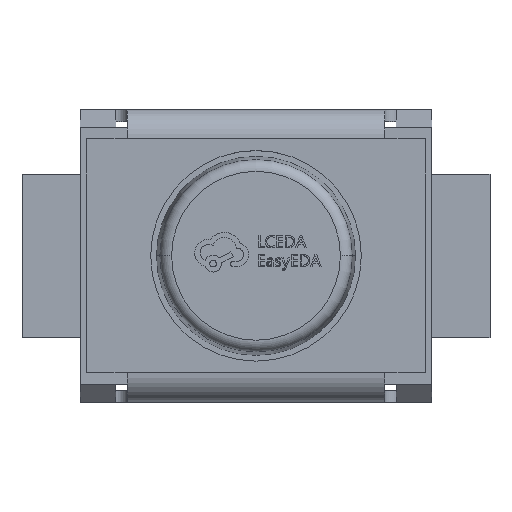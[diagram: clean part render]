
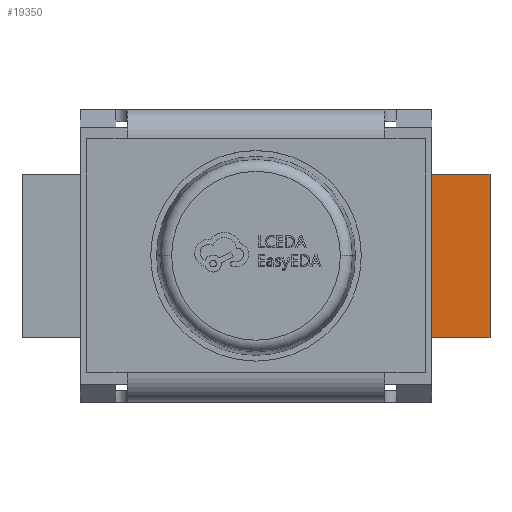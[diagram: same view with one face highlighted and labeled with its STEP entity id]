
A CAD part, top view. The second image highlights one B-rep face of the part: STEP entity #19350.
In plain terms, the highlighted planar face has unit normal (0, 0, 1).
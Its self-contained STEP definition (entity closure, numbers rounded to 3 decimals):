
#16611 = PLANE('',#16612);
#16612 = AXIS2_PLACEMENT_3D('',#16613,#16614,#16615);
#16613 = CARTESIAN_POINT('',(1.5,-1.25,1.11));
#16614 = DIRECTION('',(-1.,0.,0.));
#16615 = DIRECTION('',(0.,0.,1.));
#16639 = PLANE('',#16640);
#16640 = AXIS2_PLACEMENT_3D('',#16641,#16642,#16643);
#16641 = CARTESIAN_POINT('',(1.51,0.7,0.15));
#16642 = DIRECTION('',(0.,1.,0.));
#16643 = DIRECTION('',(0.,-0.,1.));
#16695 = PLANE('',#16696);
#16696 = AXIS2_PLACEMENT_3D('',#16697,#16698,#16699);
#16697 = CARTESIAN_POINT('',(1.51,-0.7,0.15));
#16698 = DIRECTION('',(0.,-1.,0.));
#16699 = DIRECTION('',(0.,0.,-1.));
#18164 = EDGE_CURVE('',#18165,#18167,#18169,.T.);
#18165 = VERTEX_POINT('',#18166);
#18166 = CARTESIAN_POINT('',(1.5,0.7,0.15));
#18167 = VERTEX_POINT('',#18168);
#18168 = CARTESIAN_POINT('',(1.5,-0.7,0.15));
#18169 = SURFACE_CURVE('',#18170,(#18174,#18181),.PCURVE_S1.);
#18170 = LINE('',#18171,#18172);
#18171 = CARTESIAN_POINT('',(1.5,-1.25,0.15));
#18172 = VECTOR('',#18173,1.);
#18173 = DIRECTION('',(0.,-1.,0.));
#18174 = PCURVE('',#16611,#18175);
#18175 = DEFINITIONAL_REPRESENTATION('',(#18176),#18180);
#18176 = LINE('',#18177,#18178);
#18177 = CARTESIAN_POINT('',(-0.96,0.));
#18178 = VECTOR('',#18179,1.);
#18179 = DIRECTION('',(0.,-1.));
#18180 = ( GEOMETRIC_REPRESENTATION_CONTEXT(2) 
PARAMETRIC_REPRESENTATION_CONTEXT() REPRESENTATION_CONTEXT('2D SPACE',''
  ) );
#18181 = PCURVE('',#18182,#18187);
#18182 = PLANE('',#18183);
#18183 = AXIS2_PLACEMENT_3D('',#18184,#18185,#18186);
#18184 = CARTESIAN_POINT('',(0.,0.,0.15));
#18185 = DIRECTION('',(0.,0.,-1.));
#18186 = DIRECTION('',(-1.,0.,0.));
#18187 = DEFINITIONAL_REPRESENTATION('',(#18188),#18192);
#18188 = LINE('',#18189,#18190);
#18189 = CARTESIAN_POINT('',(-1.5,-1.25));
#18190 = VECTOR('',#18191,1.);
#18191 = DIRECTION('',(0.,-1.));
#18192 = ( GEOMETRIC_REPRESENTATION_CONTEXT(2) 
PARAMETRIC_REPRESENTATION_CONTEXT() REPRESENTATION_CONTEXT('2D SPACE',''
  ) );
#19350 = ADVANCED_FACE('',(#19351),#18182,.F.);
#19351 = FACE_BOUND('',#19352,.T.);
#19352 = EDGE_LOOP('',(#19353,#19376,#19377,#19400));
#19353 = ORIENTED_EDGE('',*,*,#19354,.F.);
#19354 = EDGE_CURVE('',#18165,#19355,#19357,.T.);
#19355 = VERTEX_POINT('',#19356);
#19356 = CARTESIAN_POINT('',(2.,0.7,0.15));
#19357 = SURFACE_CURVE('',#19358,(#19362,#19369),.PCURVE_S1.);
#19358 = LINE('',#19359,#19360);
#19359 = CARTESIAN_POINT('',(1.51,0.7,0.15));
#19360 = VECTOR('',#19361,1.);
#19361 = DIRECTION('',(1.,0.,0.));
#19362 = PCURVE('',#18182,#19363);
#19363 = DEFINITIONAL_REPRESENTATION('',(#19364),#19368);
#19364 = LINE('',#19365,#19366);
#19365 = CARTESIAN_POINT('',(-1.51,0.7));
#19366 = VECTOR('',#19367,1.);
#19367 = DIRECTION('',(-1.,0.));
#19368 = ( GEOMETRIC_REPRESENTATION_CONTEXT(2) 
PARAMETRIC_REPRESENTATION_CONTEXT() REPRESENTATION_CONTEXT('2D SPACE',''
  ) );
#19369 = PCURVE('',#16639,#19370);
#19370 = DEFINITIONAL_REPRESENTATION('',(#19371),#19375);
#19371 = LINE('',#19372,#19373);
#19372 = CARTESIAN_POINT('',(0.,0.));
#19373 = VECTOR('',#19374,1.);
#19374 = DIRECTION('',(0.,1.));
#19375 = ( GEOMETRIC_REPRESENTATION_CONTEXT(2) 
PARAMETRIC_REPRESENTATION_CONTEXT() REPRESENTATION_CONTEXT('2D SPACE',''
  ) );
#19376 = ORIENTED_EDGE('',*,*,#18164,.T.);
#19377 = ORIENTED_EDGE('',*,*,#19378,.F.);
#19378 = EDGE_CURVE('',#19379,#18167,#19381,.T.);
#19379 = VERTEX_POINT('',#19380);
#19380 = CARTESIAN_POINT('',(2.,-0.7,0.15));
#19381 = SURFACE_CURVE('',#19382,(#19386,#19393),.PCURVE_S1.);
#19382 = LINE('',#19383,#19384);
#19383 = CARTESIAN_POINT('',(1.51,-0.7,0.15));
#19384 = VECTOR('',#19385,1.);
#19385 = DIRECTION('',(-1.,0.,0.));
#19386 = PCURVE('',#18182,#19387);
#19387 = DEFINITIONAL_REPRESENTATION('',(#19388),#19392);
#19388 = LINE('',#19389,#19390);
#19389 = CARTESIAN_POINT('',(-1.51,-0.7));
#19390 = VECTOR('',#19391,1.);
#19391 = DIRECTION('',(1.,0.));
#19392 = ( GEOMETRIC_REPRESENTATION_CONTEXT(2) 
PARAMETRIC_REPRESENTATION_CONTEXT() REPRESENTATION_CONTEXT('2D SPACE',''
  ) );
#19393 = PCURVE('',#16695,#19394);
#19394 = DEFINITIONAL_REPRESENTATION('',(#19395),#19399);
#19395 = LINE('',#19396,#19397);
#19396 = CARTESIAN_POINT('',(0.,0.));
#19397 = VECTOR('',#19398,1.);
#19398 = DIRECTION('',(0.,-1.));
#19399 = ( GEOMETRIC_REPRESENTATION_CONTEXT(2) 
PARAMETRIC_REPRESENTATION_CONTEXT() REPRESENTATION_CONTEXT('2D SPACE',''
  ) );
#19400 = ORIENTED_EDGE('',*,*,#19401,.F.);
#19401 = EDGE_CURVE('',#19355,#19379,#19402,.T.);
#19402 = SURFACE_CURVE('',#19403,(#19407,#19414),.PCURVE_S1.);
#19403 = LINE('',#19404,#19405);
#19404 = CARTESIAN_POINT('',(2.,-0.7,0.15));
#19405 = VECTOR('',#19406,1.);
#19406 = DIRECTION('',(-0.,-1.,-0.));
#19407 = PCURVE('',#18182,#19408);
#19408 = DEFINITIONAL_REPRESENTATION('',(#19409),#19413);
#19409 = LINE('',#19410,#19411);
#19410 = CARTESIAN_POINT('',(-2.,-0.7));
#19411 = VECTOR('',#19412,1.);
#19412 = DIRECTION('',(0.,-1.));
#19413 = ( GEOMETRIC_REPRESENTATION_CONTEXT(2) 
PARAMETRIC_REPRESENTATION_CONTEXT() REPRESENTATION_CONTEXT('2D SPACE',''
  ) );
#19414 = PCURVE('',#19415,#19420);
#19415 = PLANE('',#19416);
#19416 = AXIS2_PLACEMENT_3D('',#19417,#19418,#19419);
#19417 = CARTESIAN_POINT('',(2.,0.,0.01));
#19418 = DIRECTION('',(-1.,0.,0.));
#19419 = DIRECTION('',(0.,0.,1.));
#19420 = DEFINITIONAL_REPRESENTATION('',(#19421),#19425);
#19421 = LINE('',#19422,#19423);
#19422 = CARTESIAN_POINT('',(0.14,-0.7));
#19423 = VECTOR('',#19424,1.);
#19424 = DIRECTION('',(0.,-1.));
#19425 = ( GEOMETRIC_REPRESENTATION_CONTEXT(2) 
PARAMETRIC_REPRESENTATION_CONTEXT() REPRESENTATION_CONTEXT('2D SPACE',''
  ) );
